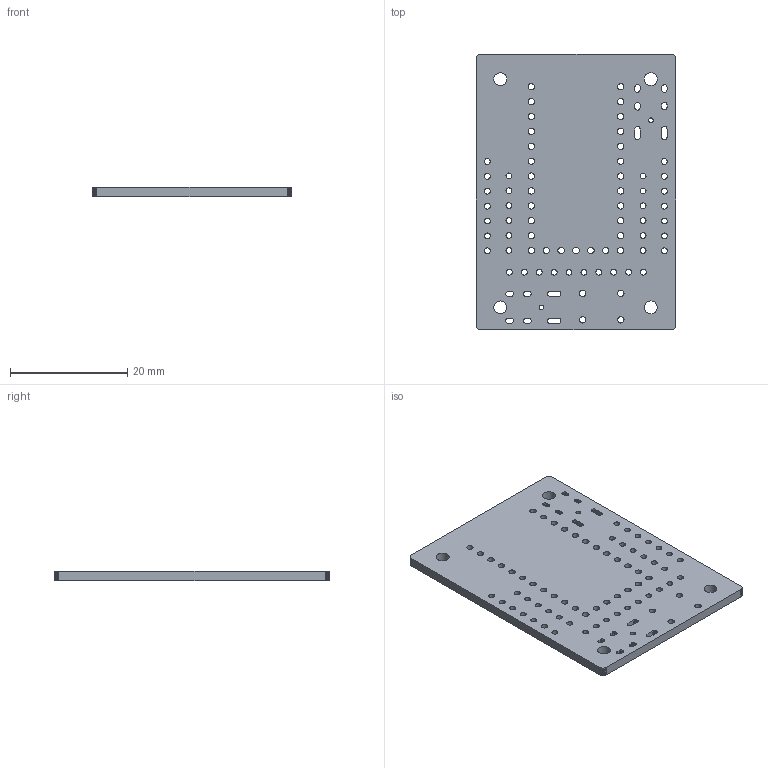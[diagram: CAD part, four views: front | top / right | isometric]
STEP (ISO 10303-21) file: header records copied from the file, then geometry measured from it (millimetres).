
FILE_DESCRIPTION(('KiCad electronic assembly'),'2;1');
FILE_NAME('handwire microboard.step','2023-06-20T19:34:21',('Pcbnew'),( 'Kicad'),'Open CASCADE STEP processor 7.6','KiCad to STEP converter' ,'Unknown');
FILE_SCHEMA(('AUTOMOTIVE_DESIGN { 1 0 10303 214 1 1 1 1 }'));
Length unit declared in the file: millimetre
Products named in the file (2): handwire microboard 1; handwire microboard PCB
Assembly tree (1 placements, depth 2):
  handwire microboard 1
    handwire microboard PCB
Bounding box: 34.02 x 46.99 x 1.58 mm (x, y, z)
Volume: 2381.4 mm3; surface area: 3758.9 mm2
Topology: 1 solids, 1 shells, 397 faces, 1185 edges, 790 vertices
Faces by surface type: plane 322, cylinder 75
Full cylindrical faces by diameter (mm): 0.8 x2, 1 x36, 1.092 x29, 1.1 x4, 2.2 x4
Entity records: 29459 total; most frequent: CARTESIAN_POINT 5644, DIRECTION 4353, LINE 3255, VECTOR 3255, ORIENTED_EDGE 2370, PCURVE 2370, DEFINITIONAL_REPRESENTATION 2370, EDGE_CURVE 1185
